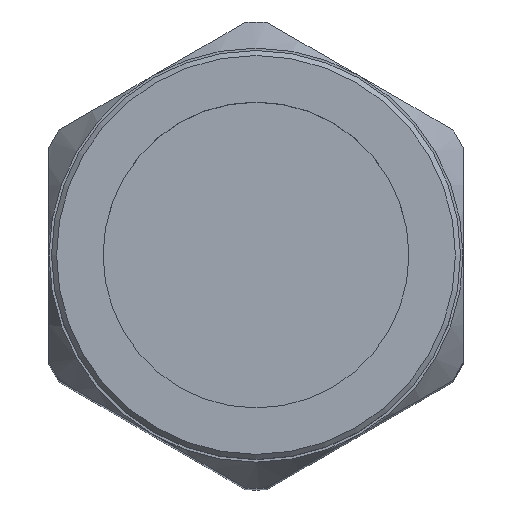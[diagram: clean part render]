
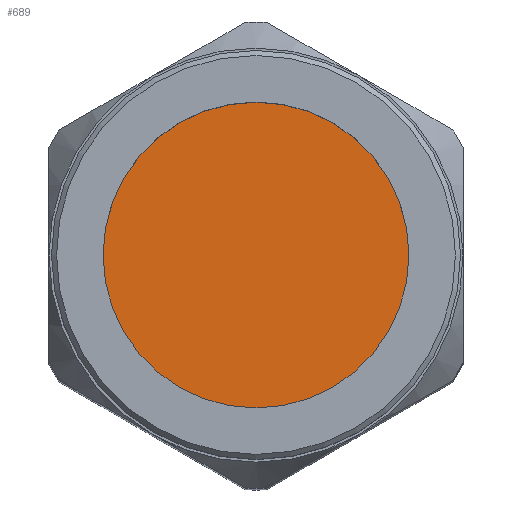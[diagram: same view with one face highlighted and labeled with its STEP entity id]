
A CAD part, top view. The second image highlights one B-rep face of the part: STEP entity #689.
In plain terms, the highlighted planar face has unit normal (0, 0, 1).
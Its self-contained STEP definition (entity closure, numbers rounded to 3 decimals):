
#90=ORIENTED_EDGE('',*,*,#224,.T.);
#224=EDGE_CURVE('',#291,#291,#334,.T.);
#291=VERTEX_POINT('',#936);
#334=CIRCLE('',#728,15.146);
#365=EDGE_LOOP('',(#90));
#405=FACE_BOUND('',#365,.T.);
#445=PLANE('',#727);
#689=ADVANCED_FACE('',(#405),#445,.T.);
#727=AXIS2_PLACEMENT_3D('',#934,#793,#794);
#728=AXIS2_PLACEMENT_3D('',#935,#795,#796);
#793=DIRECTION('',(0.,0.,1.));
#794=DIRECTION('',(1.,0.,0.));
#795=DIRECTION('',(0.,0.,1.));
#796=DIRECTION('',(1.,0.,0.));
#934=CARTESIAN_POINT('',(0.,0.,93.));
#935=CARTESIAN_POINT('',(0.,0.,93.));
#936=CARTESIAN_POINT('',(15.146,0.,93.));
